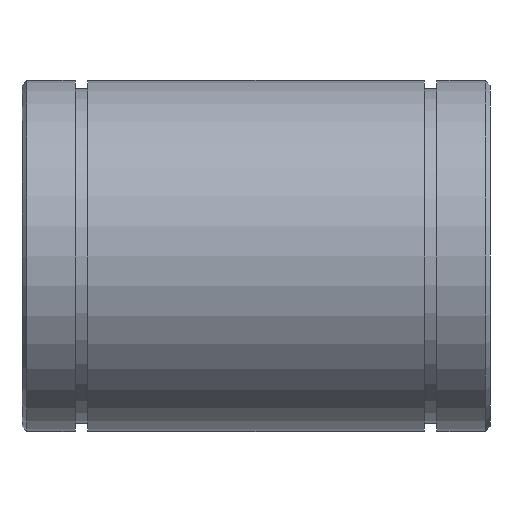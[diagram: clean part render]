
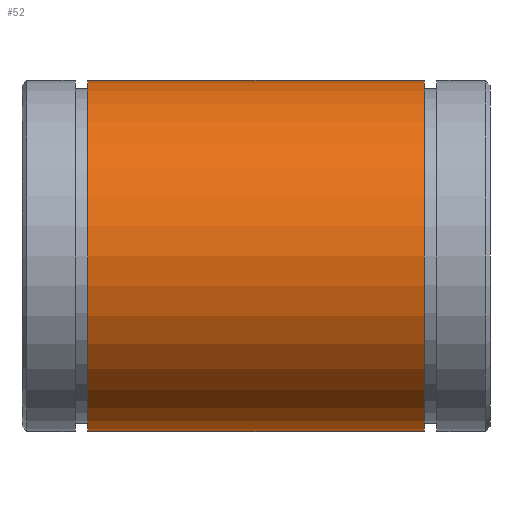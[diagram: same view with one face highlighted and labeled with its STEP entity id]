
A CAD part, left-side view. The second image highlights one B-rep face of the part: STEP entity #52.
In plain terms, the highlighted cylindrical face has radius 37.5 mm (diameter 75 mm), a full revolution.
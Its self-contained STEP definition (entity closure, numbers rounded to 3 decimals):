
#52 = ADVANCED_FACE( '', ( #113, #114 ), #115, .T. );
#113 = FACE_OUTER_BOUND( '', #184, .T. );
#114 = FACE_OUTER_BOUND( '', #185, .T. );
#115 = CYLINDRICAL_SURFACE( '', #186, 37.5 );
#184 = EDGE_LOOP( '', ( #261 ) );
#185 = EDGE_LOOP( '', ( #262 ) );
#186 = AXIS2_PLACEMENT_3D( '', #263, #264, #265 );
#261 = ORIENTED_EDGE( '', *, *, #332, .F. );
#262 = ORIENTED_EDGE( '', *, *, #324, .T. );
#263 = CARTESIAN_POINT( '', ( 0., -60., 0. ) );
#264 = DIRECTION( '', ( 0., 1., 0. ) );
#265 = DIRECTION( '', ( 0., 0., -1. ) );
#324 = EDGE_CURVE( '', #358, #358, #359, .T. );
#332 = EDGE_CURVE( '', #371, #371, #372, .T. );
#358 = VERTEX_POINT( '', #406 );
#359 = CIRCLE( '', #407, 37.5 );
#371 = VERTEX_POINT( '', #419 );
#372 = CIRCLE( '', #420, 37.5 );
#406 = CARTESIAN_POINT( '', ( 0., 36., -37.5 ) );
#407 = AXIS2_PLACEMENT_3D( '', #454, #455, #456 );
#419 = CARTESIAN_POINT( '', ( 0., -36., -37.5 ) );
#420 = AXIS2_PLACEMENT_3D( '', #469, #470, #471 );
#454 = CARTESIAN_POINT( '', ( 0., 36., 0. ) );
#455 = DIRECTION( '', ( 0., -1., 0. ) );
#456 = DIRECTION( '', ( 0., 0., -1. ) );
#469 = CARTESIAN_POINT( '', ( 0., -36., 0. ) );
#470 = DIRECTION( '', ( 0., -1., 0. ) );
#471 = DIRECTION( '', ( 0., 0., -1. ) );
